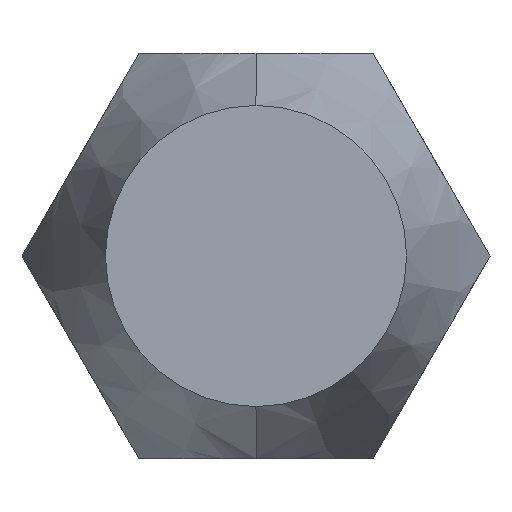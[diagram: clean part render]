
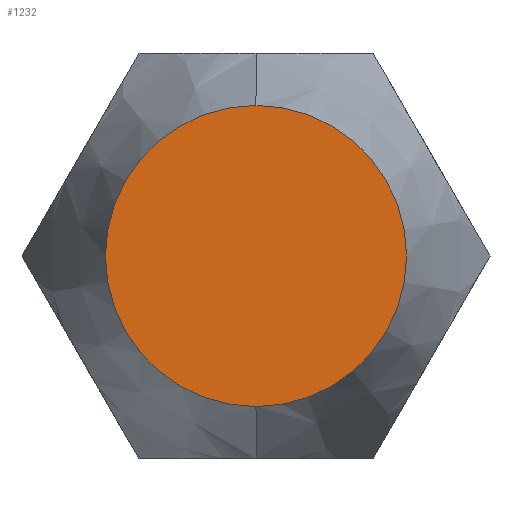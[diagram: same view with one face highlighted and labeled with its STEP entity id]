
A CAD part, left-side view. The second image highlights one B-rep face of the part: STEP entity #1232.
In plain terms, the highlighted planar face has unit normal (-1, 0, 0).
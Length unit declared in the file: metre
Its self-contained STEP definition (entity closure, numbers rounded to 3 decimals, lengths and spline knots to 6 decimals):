
#62 = AXIS2_PLACEMENT_3D ( 'NONE', #1164, #500, #1314 ) ;
#94 = VERTEX_POINT ( 'NONE', #805 ) ;
#213 = EDGE_CURVE ( 'NONE', #94, #1019, #382, .T. ) ;
#298 = CARTESIAN_POINT ( 'NONE',  ( 0., 0., -0.0052 ) ) ;
#336 = PLANE ( 'NONE',  #377 ) ;
#377 = AXIS2_PLACEMENT_3D ( 'NONE', #660, #624, #665 ) ;
#382 = CIRCLE ( 'NONE', #62, 0.0052 ) ;
#421 = EDGE_LOOP ( 'NONE', ( #1175, #582 ) ) ;
#500 = DIRECTION ( 'NONE',  ( -1., 0., 0. ) ) ;
#582 = ORIENTED_EDGE ( 'NONE', *, *, #213, .T. ) ;
#624 = DIRECTION ( 'NONE',  ( 1., 0., 0. ) ) ;
#660 = CARTESIAN_POINT ( 'NONE',  ( 0., 0., 0. ) ) ;
#665 = DIRECTION ( 'NONE',  ( 0., 0., -1. ) ) ;
#780 = EDGE_CURVE ( 'NONE', #1019, #94, #906, .T. ) ;
#805 = CARTESIAN_POINT ( 'NONE',  ( 0., 0., 0.0052 ) ) ;
#906 = CIRCLE ( 'NONE', #914, 0.0052 ) ;
#914 = AXIS2_PLACEMENT_3D ( 'NONE', #1167, #1247, #1154 ) ;
#1019 = VERTEX_POINT ( 'NONE', #298 ) ;
#1153 = FACE_OUTER_BOUND ( 'NONE', #421, .T. ) ;
#1154 = DIRECTION ( 'NONE',  ( 0., 0., 1. ) ) ;
#1164 = CARTESIAN_POINT ( 'NONE',  ( 0., 0., 0. ) ) ;
#1167 = CARTESIAN_POINT ( 'NONE',  ( 0., 0., 0. ) ) ;
#1175 = ORIENTED_EDGE ( 'NONE', *, *, #780, .T. ) ;
#1232 = ADVANCED_FACE ( 'NONE', ( #1153 ), #336, .F. ) ;
#1247 = DIRECTION ( 'NONE',  ( -1., 0., 0. ) ) ;
#1314 = DIRECTION ( 'NONE',  ( 0., 0., 1. ) ) ;
